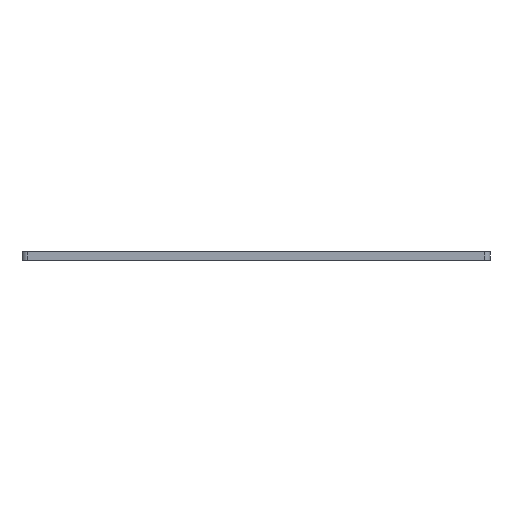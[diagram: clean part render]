
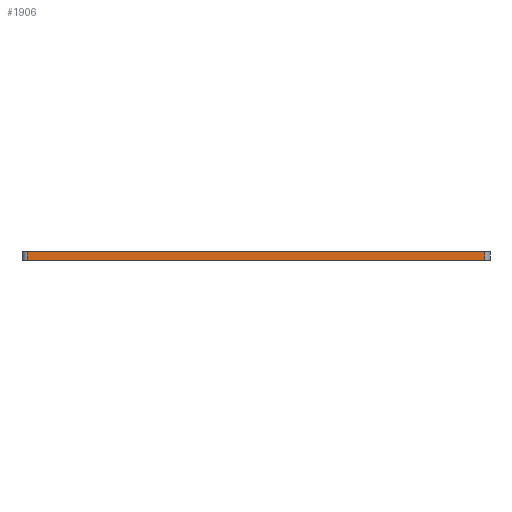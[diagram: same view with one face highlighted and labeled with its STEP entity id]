
A CAD part, left-side view. The second image highlights one B-rep face of the part: STEP entity #1906.
In plain terms, the highlighted planar face has unit normal (-1, 0, 0).
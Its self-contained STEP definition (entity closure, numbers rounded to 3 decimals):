
#46=PLANE('',#2068);
#98=FACE_OUTER_BOUND('',#210,.T.);
#210=EDGE_LOOP('',(#1386,#1387,#1388,#1389));
#329=LINE('',#2832,#521);
#370=LINE('',#2996,#562);
#371=LINE('',#3000,#563);
#372=LINE('',#3001,#564);
#521=VECTOR('',#2243,10.);
#562=VECTOR('',#2368,10.);
#563=VECTOR('',#2373,10.);
#564=VECTOR('',#2374,10.);
#815=VERTEX_POINT('',#2829);
#816=VERTEX_POINT('',#2831);
#897=VERTEX_POINT('',#2995);
#898=VERTEX_POINT('',#2999);
#1009=EDGE_CURVE('',#815,#816,#329,.T.);
#1091=EDGE_CURVE('',#816,#897,#370,.T.);
#1093=EDGE_CURVE('',#898,#815,#371,.T.);
#1094=EDGE_CURVE('',#897,#898,#372,.T.);
#1386=ORIENTED_EDGE('',*,*,#1091,.F.);
#1387=ORIENTED_EDGE('',*,*,#1009,.F.);
#1388=ORIENTED_EDGE('',*,*,#1093,.F.);
#1389=ORIENTED_EDGE('',*,*,#1094,.F.);
#1906=ADVANCED_FACE('',(#98),#46,.T.);
#2068=AXIS2_PLACEMENT_3D('',#2998,#2371,#2372);
#2243=DIRECTION('',(0.,-1.,0.));
#2368=DIRECTION('',(0.,0.,-1.));
#2371=DIRECTION('center_axis',(-1.,0.,0.));
#2372=DIRECTION('ref_axis',(0.,-1.,0.));
#2373=DIRECTION('',(0.,0.,1.));
#2374=DIRECTION('',(0.,1.,0.));
#2829=CARTESIAN_POINT('',(0.,-1.,12.5));
#2831=CARTESIAN_POINT('',(0.,-85.,12.5));
#2832=CARTESIAN_POINT('',(0.,-86.,12.5));
#2995=CARTESIAN_POINT('',(0.,-85.,11.));
#2996=CARTESIAN_POINT('',(0.,-85.,11.));
#2998=CARTESIAN_POINT('Origin',(0.,0.,11.));
#2999=CARTESIAN_POINT('',(0.,-1.,11.));
#3000=CARTESIAN_POINT('',(0.,-1.,11.));
#3001=CARTESIAN_POINT('',(0.,-86.,11.));
